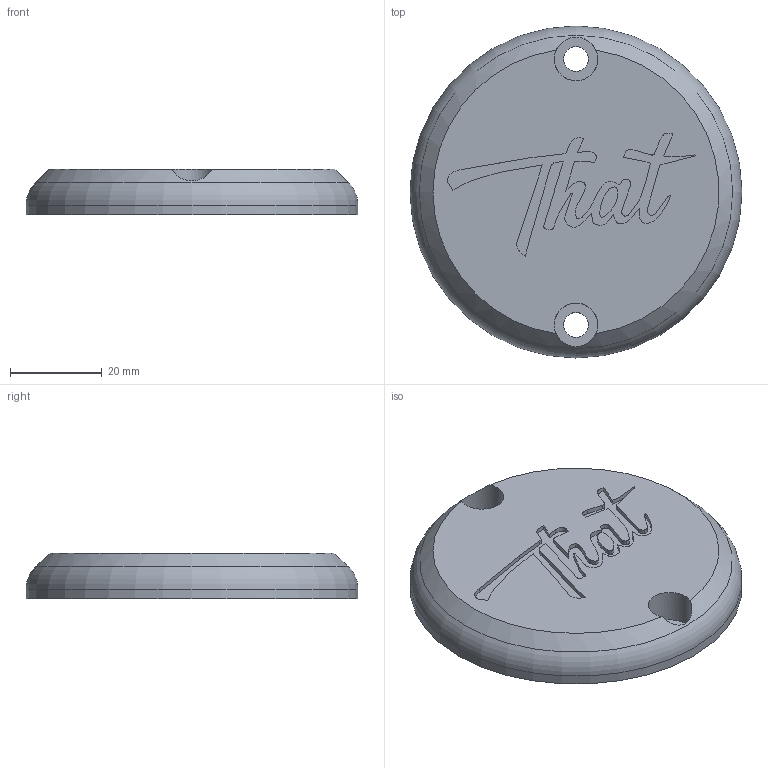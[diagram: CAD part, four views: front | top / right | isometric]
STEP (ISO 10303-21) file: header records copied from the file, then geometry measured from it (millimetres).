
FILE_DESCRIPTION(/* description */ (''),/* implementation_level */ '2;1');
FILE_NAME(/* name */ 'cache_dr_that_final.step',/* time_stamp */ '2020-11-08T22:37:34+01:00',/* author */ (''),/* organization */ (''),/* preprocessor_version */ 'ST-DEVELOPER v18.1',/* originating_system */ 'Autodesk Translation Framework v9.3.0.1241',/* authorisation */ '');
FILE_SCHEMA (('AUTOMOTIVE_DESIGN { 1 0 10303 214 3 1 1 }'));
Length unit declared in the file: millimetre
Products named in the file (1): cache_dr_that_final
Bounding box: 72.3 x 72.3 x 10 mm (x, y, z)
Volume: 36683.6 mm3; surface area: 10412.8 mm2
Topology: 1 solids, 1 shells, 99 faces, 283 edges, 188 vertices
Faces by surface type: bspline 86, plane 6, cylinder 5, torus 1, cone 1
Full cylindrical faces by diameter (mm): 5.4 x2, 9.5 x2, 72.3 x1
Entity records: 3507 total; most frequent: CARTESIAN_POINT 1723, ORIENTED_EDGE 566, EDGE_CURVE 283, VERTEX_POINT 188, DIRECTION 154, EDGE_LOOP 105, FACE_OUTER_BOUND 99, ADVANCED_FACE 99
